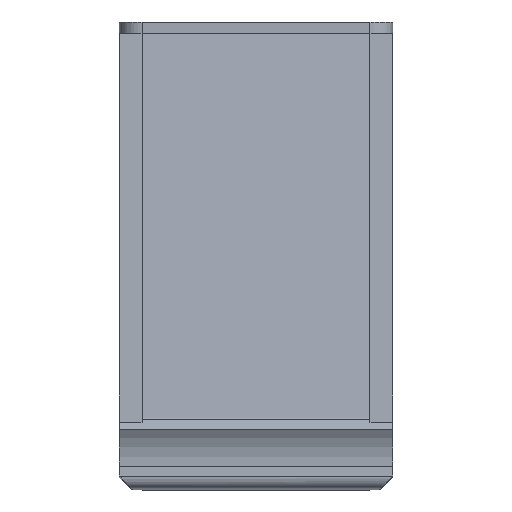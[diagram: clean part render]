
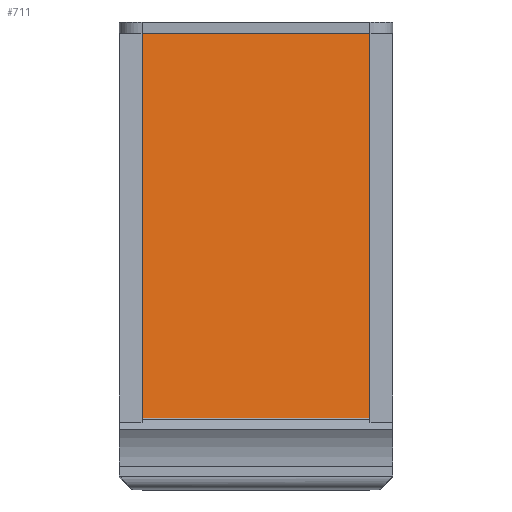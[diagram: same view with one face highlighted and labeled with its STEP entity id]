
A CAD part, top view. The second image highlights one B-rep face of the part: STEP entity #711.
In plain terms, the highlighted planar face has unit normal (0, 0.122, 0.993).
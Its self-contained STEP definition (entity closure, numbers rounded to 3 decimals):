
#48=PLANE('',#774);
#85=FACE_OUTER_BOUND('',#124,.T.);
#124=EDGE_LOOP('',(#660,#661,#662,#663));
#137=LINE('',#1006,#212);
#154=LINE('',#1044,#229);
#165=LINE('',#1065,#240);
#166=LINE('',#1067,#241);
#212=VECTOR('',#799,10.);
#229=VECTOR('',#830,10.);
#240=VECTOR('',#849,10.);
#241=VECTOR('',#852,10.);
#307=VERTEX_POINT('',#1003);
#308=VERTEX_POINT('',#1005);
#321=VERTEX_POINT('',#1041);
#322=VERTEX_POINT('',#1043);
#375=EDGE_CURVE('',#308,#307,#137,.T.);
#394=EDGE_CURVE('',#322,#321,#154,.F.);
#405=EDGE_CURVE('',#307,#322,#165,.T.);
#406=EDGE_CURVE('',#321,#308,#166,.T.);
#660=ORIENTED_EDGE('',*,*,#394,.T.);
#661=ORIENTED_EDGE('',*,*,#406,.T.);
#662=ORIENTED_EDGE('',*,*,#375,.T.);
#663=ORIENTED_EDGE('',*,*,#405,.T.);
#711=ADVANCED_FACE('',(#85),#48,.T.);
#774=AXIS2_PLACEMENT_3D('',#1188,#972,#973);
#799=DIRECTION('',(0.,-0.993,0.122));
#830=DIRECTION('',(0.,-0.993,0.122));
#849=DIRECTION('',(1.,0.,0.));
#852=DIRECTION('',(-1.,0.,0.));
#972=DIRECTION('center_axis',(0.,0.122,0.993));
#973=DIRECTION('ref_axis',(1.,0.,0.));
#1003=CARTESIAN_POINT('',(-38.284,15.082,12.812));
#1005=CARTESIAN_POINT('',(-38.284,50.171,8.503));
#1006=CARTESIAN_POINT('',(-38.284,24.14,11.7));
#1041=CARTESIAN_POINT('',(-18.284,50.171,8.503));
#1043=CARTESIAN_POINT('',(-18.284,15.082,12.812));
#1044=CARTESIAN_POINT('',(-18.284,4.491,14.112));
#1065=CARTESIAN_POINT('',(-23.631,15.082,12.812));
#1067=CARTESIAN_POINT('',(-35.131,50.171,8.503));
#1188=CARTESIAN_POINT('Origin',(-29.979,-1.137,14.803));
